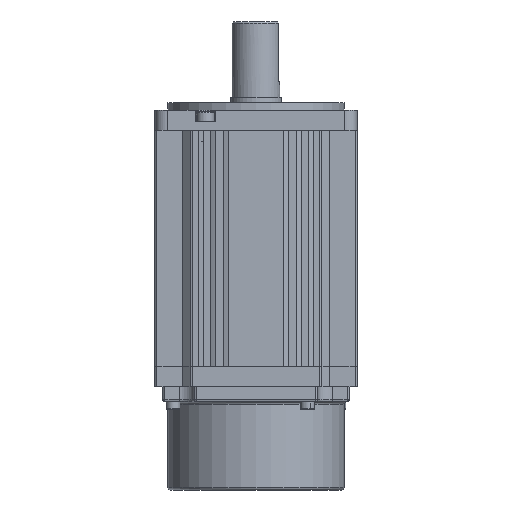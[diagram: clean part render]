
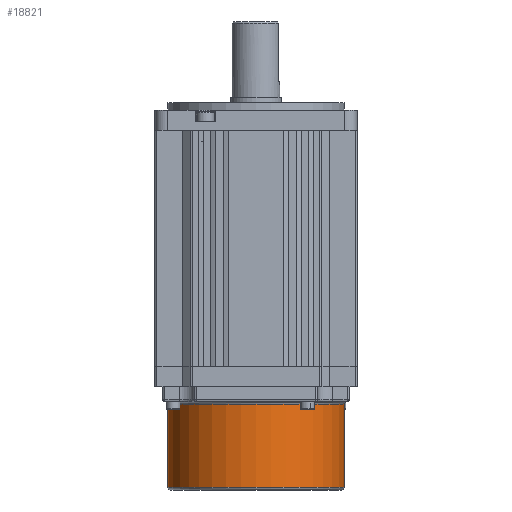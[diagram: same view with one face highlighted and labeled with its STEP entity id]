
A CAD part, front view. The second image highlights one B-rep face of the part: STEP entity #18821.
In plain terms, the highlighted cylindrical face has radius 35 mm (diameter 70 mm), a partial arc.
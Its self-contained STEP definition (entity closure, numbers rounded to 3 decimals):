
#241 = CARTESIAN_POINT ( 'NONE',  ( 35., 0., 5.5 ) ) ;
#503 = ORIENTED_EDGE ( 'NONE', *, *, #3332, .T. ) ;
#890 = LINE ( 'NONE', #8419, #22679 ) ;
#1245 = DIRECTION ( 'NONE',  ( -1., 0., 0. ) ) ;
#2025 = AXIS2_PLACEMENT_3D ( 'NONE', #2260, #23150, #11543 ) ;
#2260 = CARTESIAN_POINT ( 'NONE',  ( 0., 0., 38.5 ) ) ;
#2446 = CARTESIAN_POINT ( 'NONE',  ( -35., 0., 38.5 ) ) ;
#3332 = EDGE_CURVE ( 'NONE', #11123, #20318, #3997, .T. ) ;
#3347 = ORIENTED_EDGE ( 'NONE', *, *, #9469, .F. ) ;
#3555 = DIRECTION ( 'NONE',  ( 0., 0., 1. ) ) ;
#3997 = CIRCLE ( 'NONE', #2025, 35. ) ;
#4365 = ORIENTED_EDGE ( 'NONE', *, *, #24262, .T. ) ;
#4947 = CYLINDRICAL_SURFACE ( 'NONE', #13371, 35. ) ;
#6677 = DIRECTION ( 'NONE',  ( 0., 0., -1. ) ) ;
#7841 = ORIENTED_EDGE ( 'NONE', *, *, #19402, .T. ) ;
#8419 = CARTESIAN_POINT ( 'NONE',  ( -35., 0., 39.5 ) ) ;
#8544 = FACE_OUTER_BOUND ( 'NONE', #19804, .T. ) ;
#9469 = EDGE_CURVE ( 'NONE', #11123, #10989, #16296, .T. ) ;
#9662 = VERTEX_POINT ( 'NONE', #19149 ) ;
#10989 = VERTEX_POINT ( 'NONE', #241 ) ;
#11123 = VERTEX_POINT ( 'NONE', #13902 ) ;
#11543 = DIRECTION ( 'NONE',  ( 1., 0., 0. ) ) ;
#13068 = DIRECTION ( 'NONE',  ( 1., 0., 0. ) ) ;
#13371 = AXIS2_PLACEMENT_3D ( 'NONE', #23747, #6677, #1245 ) ;
#13388 = CIRCLE ( 'NONE', #23261, 35. ) ;
#13591 = VECTOR ( 'NONE', #14576, 1000. ) ;
#13902 = CARTESIAN_POINT ( 'NONE',  ( 35., 0., 38.5 ) ) ;
#14576 = DIRECTION ( 'NONE',  ( 0., 0., -1. ) ) ;
#14922 = CARTESIAN_POINT ( 'NONE',  ( 0., 0., 5.5 ) ) ;
#15953 = DIRECTION ( 'NONE',  ( 0., 0., -1. ) ) ;
#16168 = CARTESIAN_POINT ( 'NONE',  ( 35., 0., 39.5 ) ) ;
#16296 = LINE ( 'NONE', #16168, #13591 ) ;
#18821 = ADVANCED_FACE ( 'NONE', ( #8544 ), #4947, .T. ) ;
#19149 = CARTESIAN_POINT ( 'NONE',  ( -35., 0., 5.5 ) ) ;
#19402 = EDGE_CURVE ( 'NONE', #9662, #10989, #13388, .T. ) ;
#19804 = EDGE_LOOP ( 'NONE', ( #3347, #503, #4365, #7841 ) ) ;
#20318 = VERTEX_POINT ( 'NONE', #2446 ) ;
#22679 = VECTOR ( 'NONE', #15953, 1000. ) ;
#23150 = DIRECTION ( 'NONE',  ( 0., 0., -1. ) ) ;
#23261 = AXIS2_PLACEMENT_3D ( 'NONE', #14922, #3555, #13068 ) ;
#23747 = CARTESIAN_POINT ( 'NONE',  ( 0., 0., 39.5 ) ) ;
#24262 = EDGE_CURVE ( 'NONE', #20318, #9662, #890, .T. ) ;
